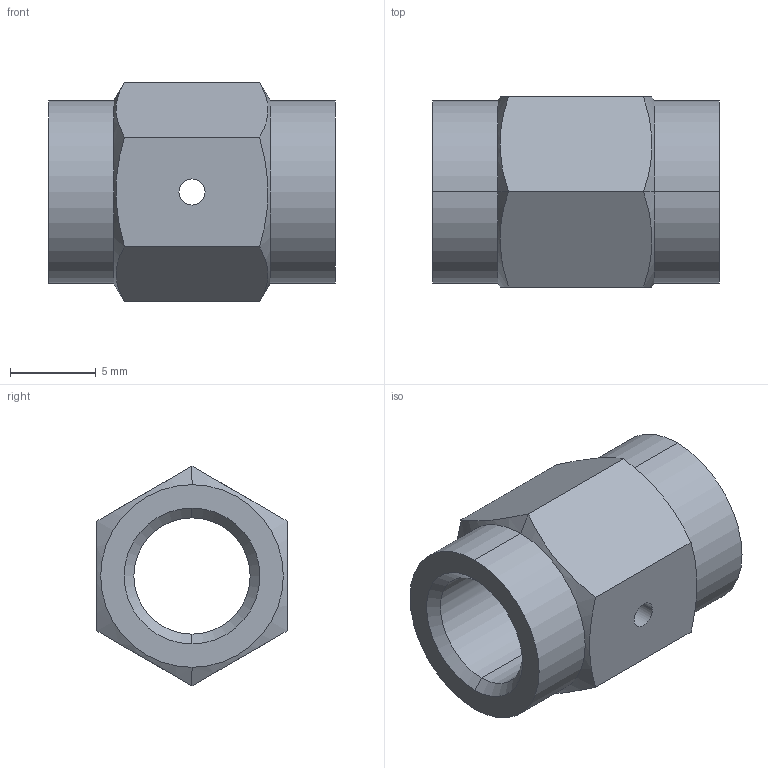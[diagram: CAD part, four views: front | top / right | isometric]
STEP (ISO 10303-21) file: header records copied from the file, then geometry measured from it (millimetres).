
FILE_DESCRIPTION(('starvars output'),'2;1');
FILE_NAME('cv20190731151927000044028.stp','15:19:27 2019/07/31',( 'Thomas Industrial Network Germany GmbH'),( 'Thomas Industrial Network Germany GmbH'),'unknown preprocess','ACIS' ,'unknown authorization');
FILE_SCHEMA(('CONFIG_CONTROL_DESIGN {UNKNOWN IMPLEMENTATION LEVEL}'));
Length unit declared in the file: millimetre
Products named in the file (2): PRODUCT_ID_1; PRODUCT_ID_2
Bounding box: 16.76 x 11.11 x 12.83 mm (x, y, z)
Volume: 1242.4 mm3; surface area: 1876.3 mm2
Topology: 2 solids, 2 shells, 38 faces, 94 edges, 58 vertices
Faces by surface type: cylinder 18, cone 12, plane 8
Entity records: 1314 total; most frequent: CARTESIAN_POINT 392, ORIENTED_EDGE 188, DIRECTION 104, EDGE_CURVE 94, VERTEX_POINT 58, EDGE_LOOP 48, FACE_BOUND 48, ADVANCED_FACE 38
